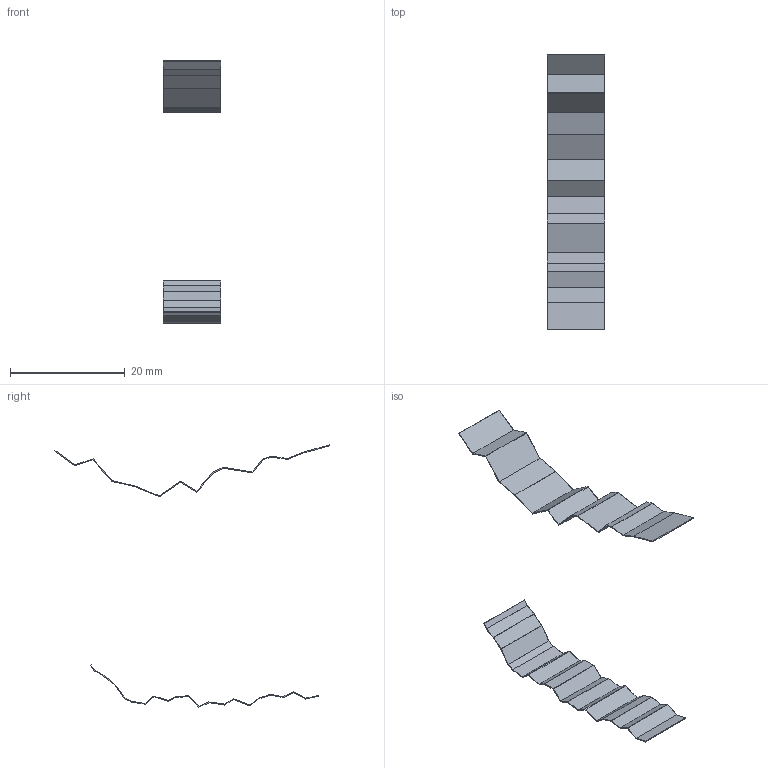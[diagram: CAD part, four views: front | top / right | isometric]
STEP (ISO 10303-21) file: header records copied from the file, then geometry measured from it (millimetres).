
FILE_DESCRIPTION( ( 'STEP Version 203' ), '1' );
FILE_NAME( 'Resindruck_015mm.stp', '07/07/20 08:29:09', ( 'Solass' ), ( ' ' ), 'PSStep 21.0.47', 'DesignModeler STEP Output', ' ' );
FILE_SCHEMA( ( 'CONFIG_CONTROL_DESIGN' ) );
Length unit declared in the file: metre
Products named in the file (2): 1; 2
Bounding box: 10 x 47.83 x 45.59 mm (x, y, z)
Volume: 151.6 mm3; surface area: 2058.2 mm2
Topology: 2 solids, 2 shells, 80 faces, 228 edges, 152 vertices
Faces by surface type: plane 80
Entity records: 2619 total; most frequent: CARTESIAN_POINT 462, ORIENTED_EDGE 456, DIRECTION 392, EDGE_CURVE 228, LINE 228, VECTOR 228, VERTEX_POINT 152, AXIS2_PLACEMENT_3D 82
